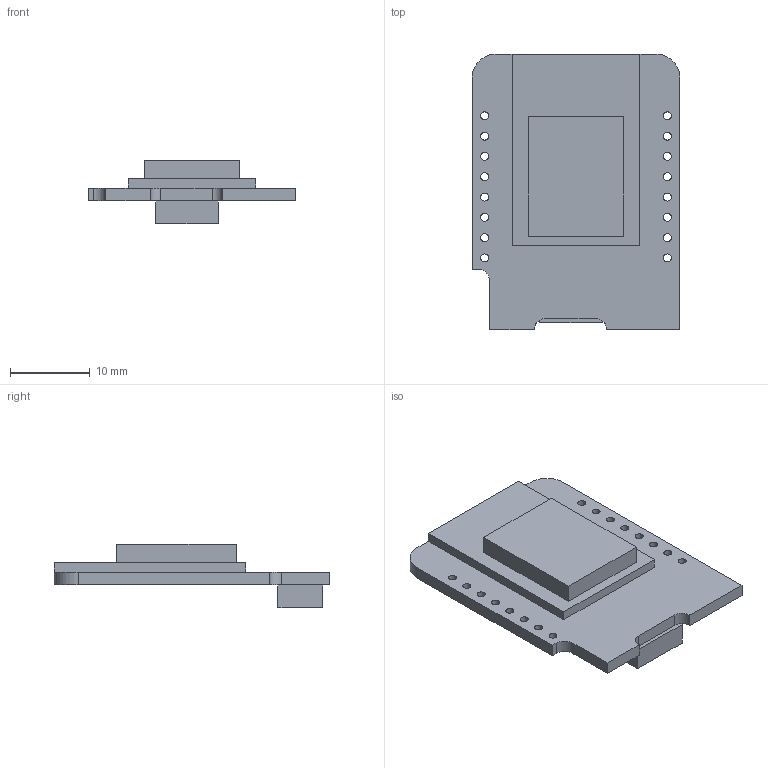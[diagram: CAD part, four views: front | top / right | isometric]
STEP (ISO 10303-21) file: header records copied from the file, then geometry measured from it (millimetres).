
FILE_DESCRIPTION(('FreeCAD Model'),'2;1');
FILE_NAME('wemos_d1_mini_light.step', '2018-08-14T16:45:41',('kicad StepUp'),('ksu MCAD'), 'Open CASCADE STEP processor 7.2','FreeCAD','Unknown');
FILE_SCHEMA(('AUTOMOTIVE_DESIGN_CC2 { 1 2 10303 214 -1 1 5 4 }'));
Length unit declared in the file: millimetre
Products named in the file (1): wemos_d1_mini_light
Bounding box: 26 x 34.5 x 7.95 mm (x, y, z)
Volume: 2364 mm3; surface area: 2281 mm2
Topology: 1 solids, 1 shells, 49 faces, 134 edges, 88 vertices
Faces by surface type: plane 28, cylinder 21
Full cylindrical faces by diameter (mm): 1 x16
Entity records: 1146 total; most frequent: ORIENTED_EDGE 215, CARTESIAN_POINT 145, EDGE_CURVE 134, VERTEX_POINT 88, LINE 84, FACE_BOUND 82, EDGE_LOOP 82, AXIS2_PLACEMENT_3D 75
